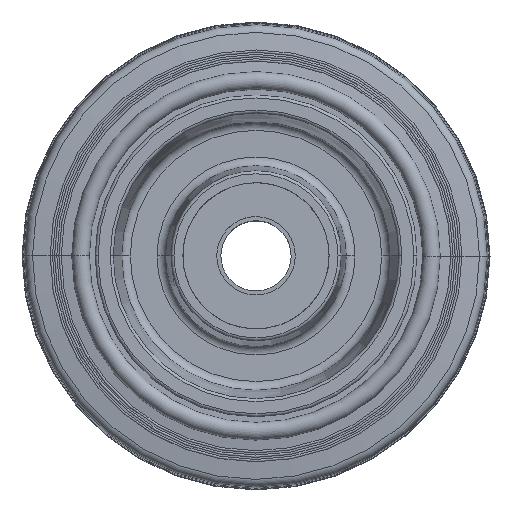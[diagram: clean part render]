
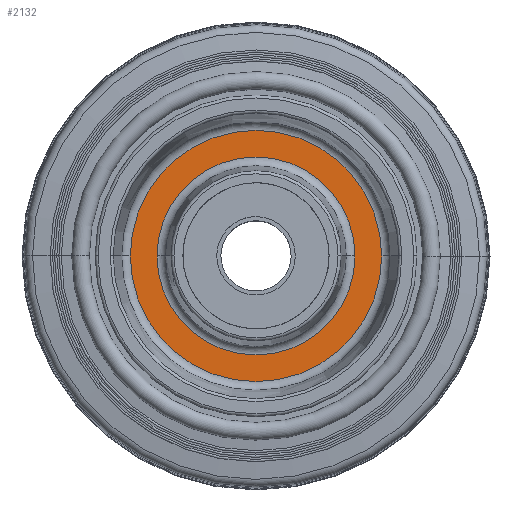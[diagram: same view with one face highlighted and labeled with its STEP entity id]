
A CAD part, top view. The second image highlights one B-rep face of the part: STEP entity #2132.
In plain terms, the highlighted face is planar.
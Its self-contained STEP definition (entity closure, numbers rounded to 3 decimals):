
#52 = CIRCLE ( 'NONE', #1442, 16.919 ) ;
#191 = CARTESIAN_POINT ( 'NONE',  ( -2., 0., 0. ) ) ;
#206 = CARTESIAN_POINT ( 'NONE',  ( -2., 0., 21.479 ) ) ;
#379 = EDGE_LOOP ( 'NONE', ( #1276, #2830 ) ) ;
#474 = DIRECTION ( 'NONE',  ( 0., 0., -1. ) ) ;
#684 = ORIENTED_EDGE ( 'NONE', *, *, #1665, .T. ) ;
#699 = VERTEX_POINT ( 'NONE', #3529 ) ;
#892 = PLANE ( 'NONE',  #1039 ) ;
#971 = CIRCLE ( 'NONE', #2674, 21.479 ) ;
#1039 = AXIS2_PLACEMENT_3D ( 'NONE', #2023, #3149, #3370 ) ;
#1058 = DIRECTION ( 'NONE',  ( -1., 0., 0. ) ) ;
#1276 = ORIENTED_EDGE ( 'NONE', *, *, #1557, .T. ) ;
#1298 = DIRECTION ( 'NONE',  ( 1., 0., 0. ) ) ;
#1353 = DIRECTION ( 'NONE',  ( -1., 0., 0. ) ) ;
#1442 = AXIS2_PLACEMENT_3D ( 'NONE', #2506, #1920, #1934 ) ;
#1535 = EDGE_CURVE ( 'NONE', #3047, #699, #2548, .T. ) ;
#1557 = EDGE_CURVE ( 'NONE', #2502, #2941, #971, .T. ) ;
#1615 = CARTESIAN_POINT ( 'NONE',  ( -2., 0., 16.919 ) ) ;
#1665 = EDGE_CURVE ( 'NONE', #699, #3047, #52, .T. ) ;
#1698 = DIRECTION ( 'NONE',  ( 0., 0., -1. ) ) ;
#1861 = CIRCLE ( 'NONE', #3201, 21.479 ) ;
#1869 = DIRECTION ( 'NONE',  ( 0., 0., -1. ) ) ;
#1920 = DIRECTION ( 'NONE',  ( 1., 0., 0. ) ) ;
#1934 = DIRECTION ( 'NONE',  ( 0., 0., -1. ) ) ;
#2023 = CARTESIAN_POINT ( 'NONE',  ( -2., 0., -22.75 ) ) ;
#2067 = EDGE_CURVE ( 'NONE', #2941, #2502, #1861, .T. ) ;
#2132 = ADVANCED_FACE ( 'NONE', ( #3162, #2283 ), #892, .F. ) ;
#2149 = ORIENTED_EDGE ( 'NONE', *, *, #1535, .T. ) ;
#2283 = FACE_OUTER_BOUND ( 'NONE', #379, .T. ) ;
#2473 = EDGE_LOOP ( 'NONE', ( #684, #2149 ) ) ;
#2502 = VERTEX_POINT ( 'NONE', #2503 ) ;
#2503 = CARTESIAN_POINT ( 'NONE',  ( -2., 0., -21.479 ) ) ;
#2506 = CARTESIAN_POINT ( 'NONE',  ( -2., 0., 0. ) ) ;
#2548 = CIRCLE ( 'NONE', #3139, 16.919 ) ;
#2674 = AXIS2_PLACEMENT_3D ( 'NONE', #3280, #1058, #1869 ) ;
#2749 = CARTESIAN_POINT ( 'NONE',  ( -2., 0., 0. ) ) ;
#2830 = ORIENTED_EDGE ( 'NONE', *, *, #2067, .T. ) ;
#2941 = VERTEX_POINT ( 'NONE', #206 ) ;
#3047 = VERTEX_POINT ( 'NONE', #1615 ) ;
#3139 = AXIS2_PLACEMENT_3D ( 'NONE', #191, #1298, #474 ) ;
#3149 = DIRECTION ( 'NONE',  ( 1., 0., 0. ) ) ;
#3162 = FACE_BOUND ( 'NONE', #2473, .T. ) ;
#3201 = AXIS2_PLACEMENT_3D ( 'NONE', #2749, #1353, #1698 ) ;
#3280 = CARTESIAN_POINT ( 'NONE',  ( -2., 0., 0. ) ) ;
#3370 = DIRECTION ( 'NONE',  ( 0., 0., -1. ) ) ;
#3529 = CARTESIAN_POINT ( 'NONE',  ( -2., 0., -16.919 ) ) ;
